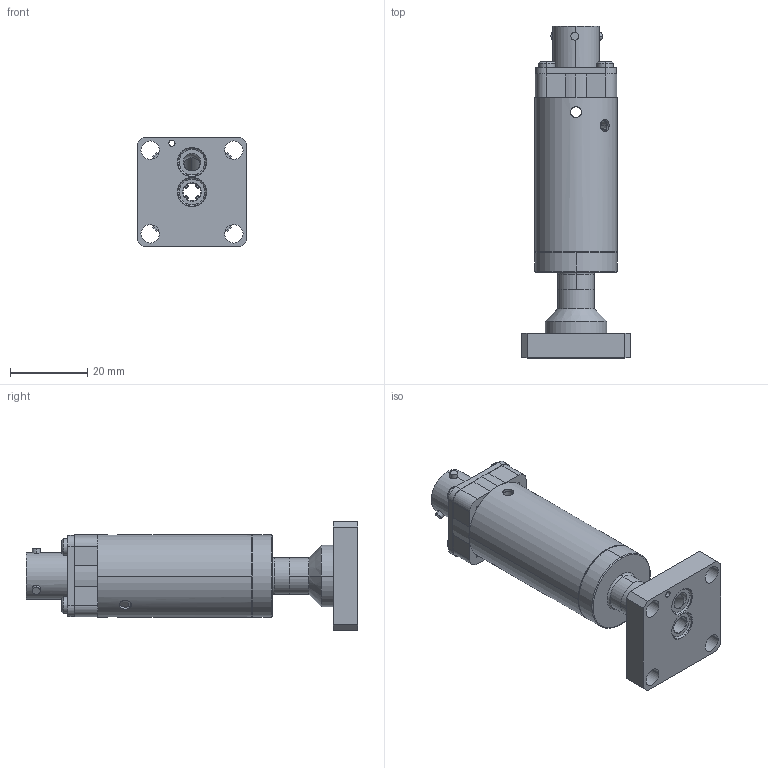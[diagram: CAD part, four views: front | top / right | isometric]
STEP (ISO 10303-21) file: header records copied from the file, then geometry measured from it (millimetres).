
FILE_DESCRIPTION (( 'STEP AP203' ), '1' );
FILE_NAME ('GFD-B-CS-L.STEP', '2017-07-17T13:04:05', ( 'mrutkowski' ), ( 'Hewlett-Packard Company' ), 'SwSTEP 2.0', 'SolidWorks 2014', '' );
FILE_SCHEMA (( 'CONFIG_CONTROL_DESIGN' ));
Length unit declared in the file: inch
Products named in the file (1): GFD-B-CS-L
Bounding box: 28.45 x 86.11 x 28.45 mm (x, y, z)
Surface area: 11252.9 mm2 (no closed solid volume)
Topology: 0 solids, 17 shells, 224 faces, 689 edges, 488 vertices
Faces by surface type: cylinder 103, plane 89, torus 12, bspline 10, cone 9, sphere 1
Entity records: 9208 total; most frequent: CARTESIAN_POINT 2959, DIRECTION 1315, ORIENTED_EDGE 1140, EDGE_CURVE 689, VERTEX_POINT 488, AXIS2_PLACEMENT_3D 474, VECTOR 367, LINE 367
